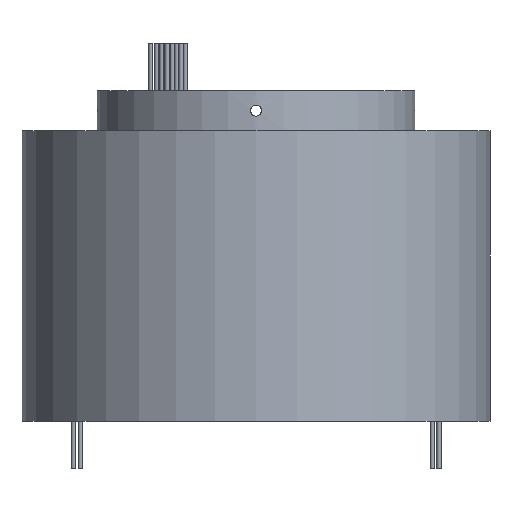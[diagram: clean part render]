
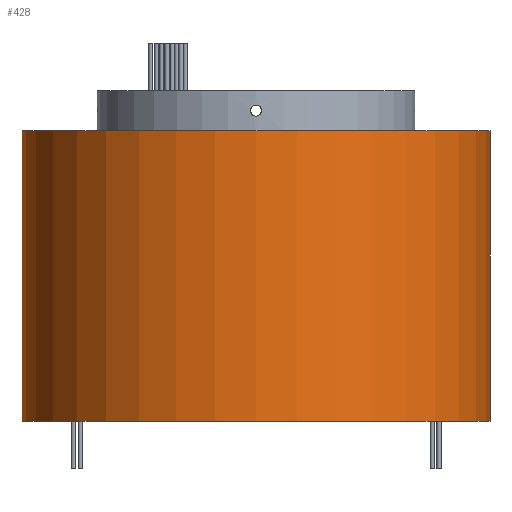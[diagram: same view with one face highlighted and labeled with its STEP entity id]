
A CAD part, front view. The second image highlights one B-rep face of the part: STEP entity #428.
In plain terms, the highlighted cylindrical face has radius 70 mm (diameter 140 mm), a partial arc.
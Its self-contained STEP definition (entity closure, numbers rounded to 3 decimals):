
#74 = DIRECTION ( 'NONE',  ( 0., 0., 1. ) ) ;
#78 = CARTESIAN_POINT ( 'NONE',  ( 0., 0., 0. ) ) ;
#130 = EDGE_LOOP ( 'NONE', ( #1838, #936, #1883, #132 ) ) ;
#132 = ORIENTED_EDGE ( 'NONE', *, *, #2784, .T. ) ;
#137 = DIRECTION ( 'NONE',  ( 0., 0., -1. ) ) ;
#174 = EDGE_CURVE ( 'NONE', #2473, #442, #925, .T. ) ;
#301 = CARTESIAN_POINT ( 'NONE',  ( -70., 0., 0. ) ) ;
#325 = DIRECTION ( 'NONE',  ( 1., 0., 0. ) ) ;
#417 = CYLINDRICAL_SURFACE ( 'NONE', #1354, 70. ) ;
#428 = ADVANCED_FACE ( 'NONE', ( #1675 ), #417, .T. ) ;
#433 = EDGE_CURVE ( 'NONE', #2249, #716, #1044, .T. ) ;
#442 = VERTEX_POINT ( 'NONE', #3009 ) ;
#528 = CARTESIAN_POINT ( 'NONE',  ( 70., 0., 87. ) ) ;
#716 = VERTEX_POINT ( 'NONE', #301 ) ;
#791 = CARTESIAN_POINT ( 'NONE',  ( -70., 0., 87. ) ) ;
#866 = AXIS2_PLACEMENT_3D ( 'NONE', #78, #1741, #325 ) ;
#925 = LINE ( 'NONE', #528, #1002 ) ;
#936 = ORIENTED_EDGE ( 'NONE', *, *, #1315, .F. ) ;
#1002 = VECTOR ( 'NONE', #1956, 1000. ) ;
#1044 = LINE ( 'NONE', #1055, #2987 ) ;
#1055 = CARTESIAN_POINT ( 'NONE',  ( -70., 0., 87. ) ) ;
#1213 = AXIS2_PLACEMENT_3D ( 'NONE', #1491, #74, #1738 ) ;
#1315 = EDGE_CURVE ( 'NONE', #2249, #2473, #1316, .T. ) ;
#1316 = CIRCLE ( 'NONE', #1213, 70. ) ;
#1354 = AXIS2_PLACEMENT_3D ( 'NONE', #2706, #2312, #1801 ) ;
#1491 = CARTESIAN_POINT ( 'NONE',  ( 0., 0., 87. ) ) ;
#1532 = CIRCLE ( 'NONE', #866, 70. ) ;
#1675 = FACE_OUTER_BOUND ( 'NONE', #130, .T. ) ;
#1738 = DIRECTION ( 'NONE',  ( 1., 0., 0. ) ) ;
#1741 = DIRECTION ( 'NONE',  ( 0., 0., 1. ) ) ;
#1801 = DIRECTION ( 'NONE',  ( -1., 0., 0. ) ) ;
#1838 = ORIENTED_EDGE ( 'NONE', *, *, #174, .F. ) ;
#1883 = ORIENTED_EDGE ( 'NONE', *, *, #433, .T. ) ;
#1956 = DIRECTION ( 'NONE',  ( 0., 0., -1. ) ) ;
#2249 = VERTEX_POINT ( 'NONE', #791 ) ;
#2312 = DIRECTION ( 'NONE',  ( 0., 0., -1. ) ) ;
#2473 = VERTEX_POINT ( 'NONE', #2658 ) ;
#2658 = CARTESIAN_POINT ( 'NONE',  ( 70., 0., 87. ) ) ;
#2706 = CARTESIAN_POINT ( 'NONE',  ( 0., 0., 87. ) ) ;
#2784 = EDGE_CURVE ( 'NONE', #716, #442, #1532, .T. ) ;
#2987 = VECTOR ( 'NONE', #137, 1000. ) ;
#3009 = CARTESIAN_POINT ( 'NONE',  ( 70., 0., 0. ) ) ;
